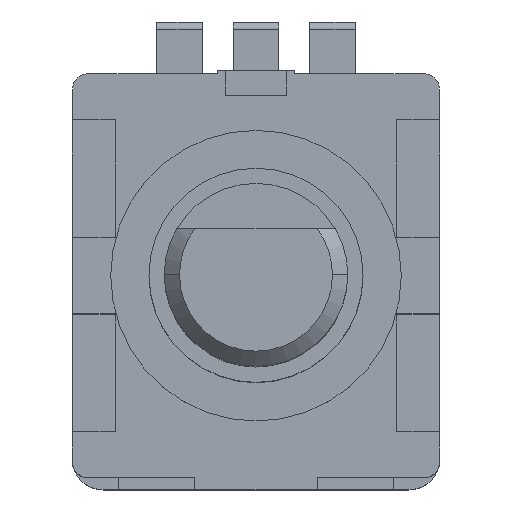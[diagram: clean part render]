
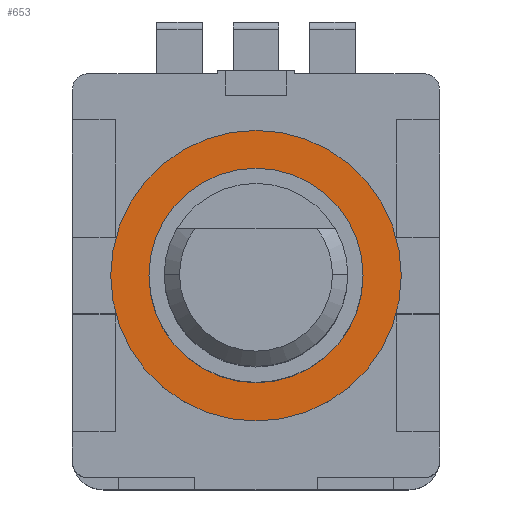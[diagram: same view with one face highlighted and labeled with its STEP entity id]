
A CAD part, top view. The second image highlights one B-rep face of the part: STEP entity #653.
In plain terms, the highlighted planar face has unit normal (0, 0, 1).
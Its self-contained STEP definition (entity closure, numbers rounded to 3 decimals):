
#217 = CARTESIAN_POINT ( 'NONE',  ( -4.75, 0., -7.55 ) ) ;
#250 = ORIENTED_EDGE ( 'NONE', *, *, #3821, .F. ) ;
#278 = AXIS2_PLACEMENT_3D ( 'NONE', #3611, #4370, #3260 ) ;
#393 = EDGE_LOOP ( 'NONE', ( #4650, #2988 ) ) ;
#520 = AXIS2_PLACEMENT_3D ( 'NONE', #4468, #4885, #3763 ) ;
#570 = CARTESIAN_POINT ( 'NONE',  ( 0., 0., -7.55 ) ) ;
#639 = VERTEX_POINT ( 'NONE', #1074 ) ;
#652 = EDGE_CURVE ( 'NONE', #639, #2737, #3368, .T. ) ;
#653 = ADVANCED_FACE ( 'NONE', ( #3667, #5169 ), #4832, .F. ) ;
#677 = DIRECTION ( 'NONE',  ( 0., 0., -1. ) ) ;
#778 = CIRCLE ( 'NONE', #520, 3.5 ) ;
#1021 = DIRECTION ( 'NONE',  ( -1., 0., 0. ) ) ;
#1062 = CARTESIAN_POINT ( 'NONE',  ( 3.5, 0., -7.55 ) ) ;
#1074 = CARTESIAN_POINT ( 'NONE',  ( 4.75, 0., -7.55 ) ) ;
#1421 = CARTESIAN_POINT ( 'NONE',  ( 0., 0., -7.55 ) ) ;
#1663 = CARTESIAN_POINT ( 'NONE',  ( 0., 0., -7.55 ) ) ;
#1774 = AXIS2_PLACEMENT_3D ( 'NONE', #1663, #2782, #2448 ) ;
#1841 = AXIS2_PLACEMENT_3D ( 'NONE', #1421, #677, #5068 ) ;
#2313 = EDGE_LOOP ( 'NONE', ( #3971, #250 ) ) ;
#2370 = VERTEX_POINT ( 'NONE', #5100 ) ;
#2448 = DIRECTION ( 'NONE',  ( -1., 0., 0. ) ) ;
#2505 = AXIS2_PLACEMENT_3D ( 'NONE', #570, #4181, #1021 ) ;
#2569 = EDGE_CURVE ( 'NONE', #2370, #4319, #4874, .T. ) ;
#2737 = VERTEX_POINT ( 'NONE', #217 ) ;
#2782 = DIRECTION ( 'NONE',  ( 0., 0., -1. ) ) ;
#2988 = ORIENTED_EDGE ( 'NONE', *, *, #652, .F. ) ;
#3182 = CIRCLE ( 'NONE', #1841, 4.75 ) ;
#3260 = DIRECTION ( 'NONE',  ( -1., 0., 0. ) ) ;
#3368 = CIRCLE ( 'NONE', #278, 4.75 ) ;
#3567 = EDGE_CURVE ( 'NONE', #2737, #639, #3182, .T. ) ;
#3611 = CARTESIAN_POINT ( 'NONE',  ( 0., 0., -7.55 ) ) ;
#3667 = FACE_BOUND ( 'NONE', #2313, .T. ) ;
#3763 = DIRECTION ( 'NONE',  ( -1., 0., 0. ) ) ;
#3821 = EDGE_CURVE ( 'NONE', #4319, #2370, #778, .T. ) ;
#3971 = ORIENTED_EDGE ( 'NONE', *, *, #2569, .F. ) ;
#4181 = DIRECTION ( 'NONE',  ( 0., 0., 1. ) ) ;
#4319 = VERTEX_POINT ( 'NONE', #1062 ) ;
#4370 = DIRECTION ( 'NONE',  ( 0., 0., -1. ) ) ;
#4468 = CARTESIAN_POINT ( 'NONE',  ( 0., 0., -7.55 ) ) ;
#4650 = ORIENTED_EDGE ( 'NONE', *, *, #3567, .F. ) ;
#4832 = PLANE ( 'NONE',  #1774 ) ;
#4874 = CIRCLE ( 'NONE', #2505, 3.5 ) ;
#4885 = DIRECTION ( 'NONE',  ( 0., 0., 1. ) ) ;
#5068 = DIRECTION ( 'NONE',  ( -1., 0., 0. ) ) ;
#5100 = CARTESIAN_POINT ( 'NONE',  ( -3.5, 0., -7.55 ) ) ;
#5169 = FACE_OUTER_BOUND ( 'NONE', #393, .T. ) ;
